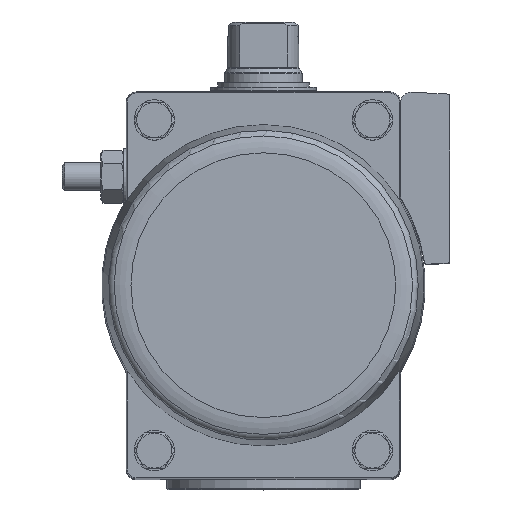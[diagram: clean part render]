
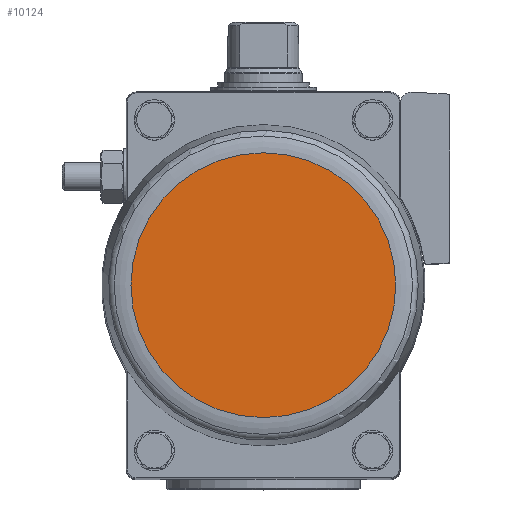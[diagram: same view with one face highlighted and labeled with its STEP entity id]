
A CAD part, top view. The second image highlights one B-rep face of the part: STEP entity #10124.
In plain terms, the highlighted planar face has unit normal (0, 0, 1).
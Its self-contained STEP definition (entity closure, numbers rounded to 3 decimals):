
#3743=ORIENTED_EDGE('',*,*,#5652,.T.);
#5652=EDGE_CURVE('',#6767,#6767,#7382,.T.);
#6767=VERTEX_POINT('',#16987);
#7382=CIRCLE('',#11153,37.65);
#8130=EDGE_LOOP('',(#3743));
#9026=FACE_BOUND('',#8130,.T.);
#9583=PLANE('',#11154);
#10124=ADVANCED_FACE('',(#9026),#9583,.F.);
#11153=AXIS2_PLACEMENT_3D('',#16986,#13480,#13481);
#11154=AXIS2_PLACEMENT_3D('',#16988,#13482,#13483);
#13480=DIRECTION('',(0.,0.,1.));
#13481=DIRECTION('',(1.,0.,0.));
#13482=DIRECTION('',(0.,0.,-1.));
#13483=DIRECTION('',(-1.,0.,0.));
#16986=CARTESIAN_POINT('',(0.,0.,111.55));
#16987=CARTESIAN_POINT('',(37.65,0.,111.55));
#16988=CARTESIAN_POINT('',(37.65,0.,111.55));
